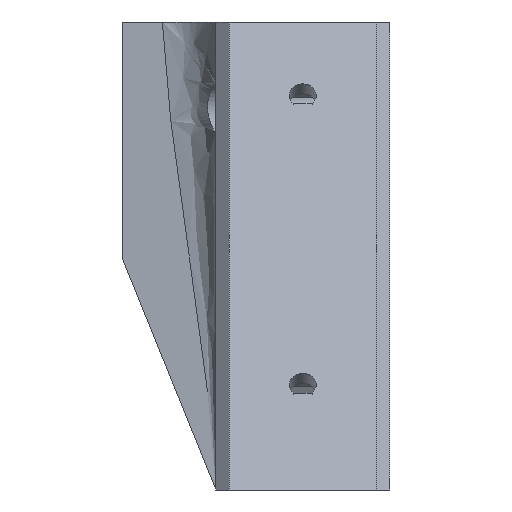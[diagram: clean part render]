
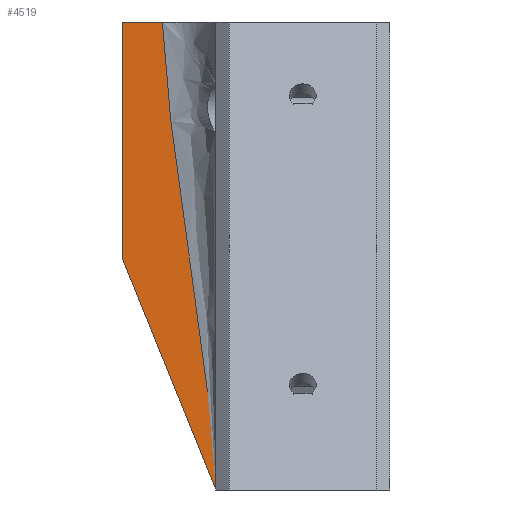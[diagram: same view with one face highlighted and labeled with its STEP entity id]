
A CAD part, left-side view. The second image highlights one B-rep face of the part: STEP entity #4519.
In plain terms, the highlighted planar face has unit normal (-1, 0, 0).
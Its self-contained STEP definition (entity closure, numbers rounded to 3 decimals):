
#55 = PLANE('',#56);
#56 = AXIS2_PLACEMENT_3D('',#57,#58,#59);
#57 = CARTESIAN_POINT('',(-57.517,26.,18.));
#58 = DIRECTION('',(0.,0.,1.));
#59 = DIRECTION('',(0.,1.,0.));
#584 = VERTEX_POINT('',#585);
#585 = CARTESIAN_POINT('',(-18.,26.,-52.));
#626 = PLANE('',#627);
#627 = AXIS2_PLACEMENT_3D('',#628,#629,#630);
#628 = CARTESIAN_POINT('',(-18.,26.,-52.));
#629 = DIRECTION('',(0.,0.927,-0.375));
#630 = DIRECTION('',(0.,-0.375,-0.927));
#3537 = ( BOUNDED_SURFACE() B_SPLINE_SURFACE(2,3,(
    (#3538,#3539,#3540,#3541,#3542,#3543,#3544,#3545)
    ,(#3546,#3547,#3548,#3549,#3550,#3551,#3552,#3553)
    ,(#3554,#3555,#3556,#3557,#3558,#3559,#3560,#3561
)),.UNSPECIFIED.,.F.,.F.,.F.) B_SPLINE_SURFACE_WITH_KNOTS((3,3),(4,2,2,4
    ),(0.,70.),(-4.279,0.,70.,74.279),
.UNSPECIFIED.) GEOMETRIC_REPRESENTATION_ITEM() RATIONAL_B_SPLINE_SURFACE
((
    (1.,1.,1.,1.,1.,1.,1.,1.)
    ,(0.707,0.707,0.707,0.707
      ,0.707,0.707,0.707,0.707)
,(1.,1.,1.,1.,1.,1.,1.,1.))) REPRESENTATION_ITEM('') SURFACE() );
#3538 = CARTESIAN_POINT('',(-26.21,26.,22.279));
#3539 = CARTESIAN_POINT('',(-26.14,26.,20.853));
#3540 = CARTESIAN_POINT('',(-26.07,26.,19.426));
#3541 = CARTESIAN_POINT('',(-24.857,26.,-5.333));
#3542 = CARTESIAN_POINT('',(-19.143,26.,-28.667));
#3543 = CARTESIAN_POINT('',(-17.93,26.,-53.426));
#3544 = CARTESIAN_POINT('',(-17.86,26.,-54.853));
#3545 = CARTESIAN_POINT('',(-17.79,26.,-56.279));
#3546 = CARTESIAN_POINT('',(-18.,26.,22.284));
#3547 = CARTESIAN_POINT('',(-18.,26.,20.854));
#3548 = CARTESIAN_POINT('',(-18.,26.,19.426));
#3549 = CARTESIAN_POINT('',(-18.,26.,-5.333));
#3550 = CARTESIAN_POINT('',(-18.,26.,-28.667));
#3551 = CARTESIAN_POINT('',(-18.,26.,-53.426));
#3552 = CARTESIAN_POINT('',(-18.,26.,-54.854));
#3553 = CARTESIAN_POINT('',(-18.,26.,-56.284));
#3554 = CARTESIAN_POINT('',(-18.,34.21,22.279));
#3555 = CARTESIAN_POINT('',(-18.,34.14,20.853));
#3556 = CARTESIAN_POINT('',(-18.,34.07,19.426));
#3557 = CARTESIAN_POINT('',(-18.,32.857,-5.333));
#3558 = CARTESIAN_POINT('',(-18.,27.143,-28.667));
#3559 = CARTESIAN_POINT('',(-18.,25.93,-53.426));
#3560 = CARTESIAN_POINT('',(-18.,25.86,-54.853));
#3561 = CARTESIAN_POINT('',(-18.,25.79,-56.279));
#3582 = VERTEX_POINT('',#3583);
#3583 = CARTESIAN_POINT('',(-18.,34.,18.));
#3898 = EDGE_CURVE('',#3582,#584,#3899,.T.);
#3899 = SURFACE_CURVE('',#3900,(#3909,#3916),.PCURVE_S1.);
#3900 = ( BOUNDED_CURVE() B_SPLINE_CURVE(3,(#3901,#3902,#3903,#3904,
    #3905,#3906,#3907,#3908),.UNSPECIFIED.,.F.,.F.) 
B_SPLINE_CURVE_WITH_KNOTS((4,2,2,4),(-4.279,0.,
70.,74.279),.UNSPECIFIED.) CURVE() 
GEOMETRIC_REPRESENTATION_ITEM() RATIONAL_B_SPLINE_CURVE((1.,1.,1.,1.,1.,
1.,1.,1.)) REPRESENTATION_ITEM('') );
#3901 = CARTESIAN_POINT('',(-18.,34.21,22.279));
#3902 = CARTESIAN_POINT('',(-18.,34.14,20.853));
#3903 = CARTESIAN_POINT('',(-18.,34.07,19.426));
#3904 = CARTESIAN_POINT('',(-18.,32.857,-5.333));
#3905 = CARTESIAN_POINT('',(-18.,27.143,-28.667));
#3906 = CARTESIAN_POINT('',(-18.,25.93,-53.426));
#3907 = CARTESIAN_POINT('',(-18.,25.86,-54.853));
#3908 = CARTESIAN_POINT('',(-18.,25.79,-56.279));
#3909 = PCURVE('',#3537,#3910);
#3910 = DEFINITIONAL_REPRESENTATION('',(#3911),#3915);
#3911 = LINE('',#3912,#3913);
#3912 = CARTESIAN_POINT('',(70.,0.));
#3913 = VECTOR('',#3914,1.);
#3914 = DIRECTION('',(0.,1.));
#3915 = ( GEOMETRIC_REPRESENTATION_CONTEXT(2) 
PARAMETRIC_REPRESENTATION_CONTEXT() REPRESENTATION_CONTEXT('2D SPACE',''
  ) );
#3916 = PCURVE('',#3917,#3922);
#3917 = PLANE('',#3918);
#3918 = AXIS2_PLACEMENT_3D('',#3919,#3920,#3921);
#3919 = CARTESIAN_POINT('',(-18.,40.,18.));
#3920 = DIRECTION('',(-1.,0.,0.));
#3921 = DIRECTION('',(0.,-1.,0.));
#3922 = DEFINITIONAL_REPRESENTATION('',(#3923),#3928);
#3923 = B_SPLINE_CURVE_WITH_KNOTS('',3,(#3924,#3925,#3926,#3927),
  .UNSPECIFIED.,.F.,.F.,(4,4),(0.,70.),
  .PIECEWISE_BEZIER_KNOTS.);
#3924 = CARTESIAN_POINT('',(6.,0.));
#3925 = CARTESIAN_POINT('',(7.143,-23.333));
#3926 = CARTESIAN_POINT('',(12.857,-46.667));
#3927 = CARTESIAN_POINT('',(14.,-70.));
#3928 = ( GEOMETRIC_REPRESENTATION_CONTEXT(2) 
PARAMETRIC_REPRESENTATION_CONTEXT() REPRESENTATION_CONTEXT('2D SPACE',''
  ) );
#4519 = ADVANCED_FACE('',(#4520),#3917,.T.);
#4520 = FACE_BOUND('',#4521,.T.);
#4521 = EDGE_LOOP('',(#4522,#4545,#4573,#4592));
#4522 = ORIENTED_EDGE('',*,*,#4523,.F.);
#4523 = EDGE_CURVE('',#4524,#3582,#4526,.T.);
#4524 = VERTEX_POINT('',#4525);
#4525 = CARTESIAN_POINT('',(-18.,40.,18.));
#4526 = SURFACE_CURVE('',#4527,(#4531,#4538),.PCURVE_S1.);
#4527 = LINE('',#4528,#4529);
#4528 = CARTESIAN_POINT('',(-18.,40.,18.));
#4529 = VECTOR('',#4530,1.);
#4530 = DIRECTION('',(0.,-1.,0.));
#4531 = PCURVE('',#3917,#4532);
#4532 = DEFINITIONAL_REPRESENTATION('',(#4533),#4537);
#4533 = LINE('',#4534,#4535);
#4534 = CARTESIAN_POINT('',(0.,0.));
#4535 = VECTOR('',#4536,1.);
#4536 = DIRECTION('',(1.,0.));
#4537 = ( GEOMETRIC_REPRESENTATION_CONTEXT(2) 
PARAMETRIC_REPRESENTATION_CONTEXT() REPRESENTATION_CONTEXT('2D SPACE',''
  ) );
#4538 = PCURVE('',#55,#4539);
#4539 = DEFINITIONAL_REPRESENTATION('',(#4540),#4544);
#4540 = LINE('',#4541,#4542);
#4541 = CARTESIAN_POINT('',(14.,-39.517));
#4542 = VECTOR('',#4543,1.);
#4543 = DIRECTION('',(-1.,-0.));
#4544 = ( GEOMETRIC_REPRESENTATION_CONTEXT(2) 
PARAMETRIC_REPRESENTATION_CONTEXT() REPRESENTATION_CONTEXT('2D SPACE',''
  ) );
#4545 = ORIENTED_EDGE('',*,*,#4546,.T.);
#4546 = EDGE_CURVE('',#4524,#4547,#4549,.T.);
#4547 = VERTEX_POINT('',#4548);
#4548 = CARTESIAN_POINT('',(-18.,40.,-17.349));
#4549 = SURFACE_CURVE('',#4550,(#4554,#4561),.PCURVE_S1.);
#4550 = LINE('',#4551,#4552);
#4551 = CARTESIAN_POINT('',(-18.,40.,18.));
#4552 = VECTOR('',#4553,1.);
#4553 = DIRECTION('',(-0.,0.,-1.));
#4554 = PCURVE('',#3917,#4555);
#4555 = DEFINITIONAL_REPRESENTATION('',(#4556),#4560);
#4556 = LINE('',#4557,#4558);
#4557 = CARTESIAN_POINT('',(0.,0.));
#4558 = VECTOR('',#4559,1.);
#4559 = DIRECTION('',(0.,-1.));
#4560 = ( GEOMETRIC_REPRESENTATION_CONTEXT(2) 
PARAMETRIC_REPRESENTATION_CONTEXT() REPRESENTATION_CONTEXT('2D SPACE',''
  ) );
#4561 = PCURVE('',#4562,#4567);
#4562 = PLANE('',#4563);
#4563 = AXIS2_PLACEMENT_3D('',#4564,#4565,#4566);
#4564 = CARTESIAN_POINT('',(18.,40.,18.));
#4565 = DIRECTION('',(0.,1.,0.));
#4566 = DIRECTION('',(0.,0.,1.));
#4567 = DEFINITIONAL_REPRESENTATION('',(#4568),#4572);
#4568 = LINE('',#4569,#4570);
#4569 = CARTESIAN_POINT('',(0.,-36.));
#4570 = VECTOR('',#4571,1.);
#4571 = DIRECTION('',(-1.,0.));
#4572 = ( GEOMETRIC_REPRESENTATION_CONTEXT(2) 
PARAMETRIC_REPRESENTATION_CONTEXT() REPRESENTATION_CONTEXT('2D SPACE',''
  ) );
#4573 = ORIENTED_EDGE('',*,*,#4574,.T.);
#4574 = EDGE_CURVE('',#4547,#584,#4575,.T.);
#4575 = SURFACE_CURVE('',#4576,(#4580,#4586),.PCURVE_S1.);
#4576 = LINE('',#4577,#4578);
#4577 = CARTESIAN_POINT('',(-18.,39.139,-19.48));
#4578 = VECTOR('',#4579,1.);
#4579 = DIRECTION('',(-0.,-0.375,-0.927));
#4580 = PCURVE('',#3917,#4581);
#4581 = DEFINITIONAL_REPRESENTATION('',(#4582),#4585);
#4582 = B_SPLINE_CURVE_WITH_KNOTS('',1,(#4583,#4584),.UNSPECIFIED.,.F.,
  .F.,(2,2),(-2.299,35.074),.PIECEWISE_BEZIER_KNOTS.);
#4583 = CARTESIAN_POINT('',(0.,-35.349));
#4584 = CARTESIAN_POINT('',(14.,-70.));
#4585 = ( GEOMETRIC_REPRESENTATION_CONTEXT(2) 
PARAMETRIC_REPRESENTATION_CONTEXT() REPRESENTATION_CONTEXT('2D SPACE',''
  ) );
#4586 = PCURVE('',#626,#4587);
#4587 = DEFINITIONAL_REPRESENTATION('',(#4588),#4591);
#4588 = B_SPLINE_CURVE_WITH_KNOTS('',1,(#4589,#4590),.UNSPECIFIED.,.F.,
  .F.,(2,2),(-2.299,35.074),.PIECEWISE_BEZIER_KNOTS.);
#4589 = CARTESIAN_POINT('',(-37.373,0.));
#4590 = CARTESIAN_POINT('',(0.,0.));
#4591 = ( GEOMETRIC_REPRESENTATION_CONTEXT(2) 
PARAMETRIC_REPRESENTATION_CONTEXT() REPRESENTATION_CONTEXT('2D SPACE',''
  ) );
#4592 = ORIENTED_EDGE('',*,*,#3898,.F.);
